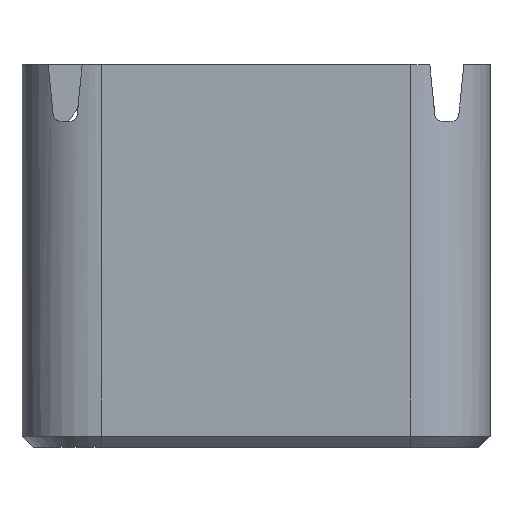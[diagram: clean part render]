
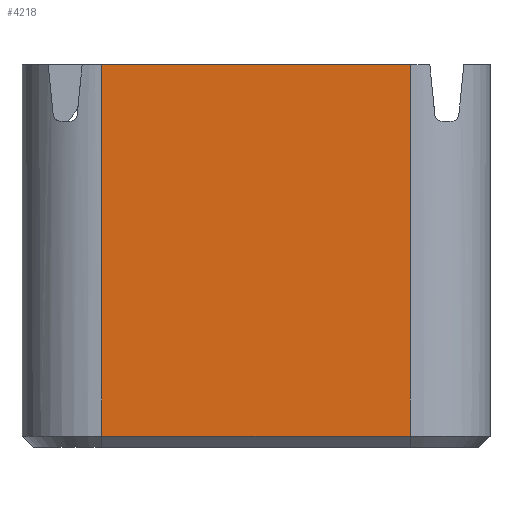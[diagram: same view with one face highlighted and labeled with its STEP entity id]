
A CAD part, left-side view. The second image highlights one B-rep face of the part: STEP entity #4218.
In plain terms, the highlighted planar face has unit normal (-1, 0, 0).
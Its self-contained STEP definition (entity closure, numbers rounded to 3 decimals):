
#100 = PLANE('',#101);
#101 = AXIS2_PLACEMENT_3D('',#102,#103,#104);
#102 = CARTESIAN_POINT('',(0.,0.,33.7));
#103 = DIRECTION('',(0.,0.,1.));
#104 = DIRECTION('',(1.,0.,0.));
#128 = CYLINDRICAL_SURFACE('',#129,7.);
#129 = AXIS2_PLACEMENT_3D('',#130,#131,#132);
#130 = CARTESIAN_POINT('',(7.,34.2,33.7));
#131 = DIRECTION('',(0.,0.,-1.));
#132 = DIRECTION('',(-1.,-0.,-0.));
#1856 = VERTEX_POINT('',#1857);
#1857 = CARTESIAN_POINT('',(0.,34.2,1.));
#1879 = EDGE_CURVE('',#1880,#1856,#1882,.T.);
#1880 = VERTEX_POINT('',#1881);
#1881 = CARTESIAN_POINT('',(0.,34.2,33.7));
#1882 = SURFACE_CURVE('',#1883,(#1887,#1894),.PCURVE_S1.);
#1883 = LINE('',#1884,#1885);
#1884 = CARTESIAN_POINT('',(0.,34.2,33.7));
#1885 = VECTOR('',#1886,1.);
#1886 = DIRECTION('',(0.,0.,-1.));
#1887 = PCURVE('',#128,#1888);
#1888 = DEFINITIONAL_REPRESENTATION('',(#1889),#1893);
#1889 = LINE('',#1890,#1891);
#1890 = CARTESIAN_POINT('',(0.,0.));
#1891 = VECTOR('',#1892,1.);
#1892 = DIRECTION('',(0.,1.));
#1893 = ( GEOMETRIC_REPRESENTATION_CONTEXT(2) 
PARAMETRIC_REPRESENTATION_CONTEXT() REPRESENTATION_CONTEXT('2D SPACE',''
  ) );
#1894 = PCURVE('',#1895,#1900);
#1895 = PLANE('',#1896);
#1896 = AXIS2_PLACEMENT_3D('',#1897,#1898,#1899);
#1897 = CARTESIAN_POINT('',(0.,0.,0.));
#1898 = DIRECTION('',(1.,0.,0.));
#1899 = DIRECTION('',(0.,0.,1.));
#1900 = DEFINITIONAL_REPRESENTATION('',(#1901),#1905);
#1901 = LINE('',#1902,#1903);
#1902 = CARTESIAN_POINT('',(33.7,-34.2));
#1903 = VECTOR('',#1904,1.);
#1904 = DIRECTION('',(-1.,0.));
#1905 = ( GEOMETRIC_REPRESENTATION_CONTEXT(2) 
PARAMETRIC_REPRESENTATION_CONTEXT() REPRESENTATION_CONTEXT('2D SPACE',''
  ) );
#2529 = EDGE_CURVE('',#1880,#2530,#2532,.T.);
#2530 = VERTEX_POINT('',#2531);
#2531 = CARTESIAN_POINT('',(0.,7.,33.7));
#2532 = SURFACE_CURVE('',#2533,(#2537,#2544),.PCURVE_S1.);
#2533 = LINE('',#2534,#2535);
#2534 = CARTESIAN_POINT('',(0.,41.2,33.7));
#2535 = VECTOR('',#2536,1.);
#2536 = DIRECTION('',(0.,-1.,0.));
#2537 = PCURVE('',#100,#2538);
#2538 = DEFINITIONAL_REPRESENTATION('',(#2539),#2543);
#2539 = LINE('',#2540,#2541);
#2540 = CARTESIAN_POINT('',(0.,41.2));
#2541 = VECTOR('',#2542,1.);
#2542 = DIRECTION('',(0.,-1.));
#2543 = ( GEOMETRIC_REPRESENTATION_CONTEXT(2) 
PARAMETRIC_REPRESENTATION_CONTEXT() REPRESENTATION_CONTEXT('2D SPACE',''
  ) );
#2544 = PCURVE('',#1895,#2545);
#2545 = DEFINITIONAL_REPRESENTATION('',(#2546),#2550);
#2546 = LINE('',#2547,#2548);
#2547 = CARTESIAN_POINT('',(33.7,-41.2));
#2548 = VECTOR('',#2549,1.);
#2549 = DIRECTION('',(0.,1.));
#2550 = ( GEOMETRIC_REPRESENTATION_CONTEXT(2) 
PARAMETRIC_REPRESENTATION_CONTEXT() REPRESENTATION_CONTEXT('2D SPACE',''
  ) );
#2567 = CYLINDRICAL_SURFACE('',#2568,7.);
#2568 = AXIS2_PLACEMENT_3D('',#2569,#2570,#2571);
#2569 = CARTESIAN_POINT('',(7.,7.,0.));
#2570 = DIRECTION('',(0.,0.,1.));
#2571 = DIRECTION('',(-1.,0.,0.));
#2914 = PLANE('',#2915);
#2915 = AXIS2_PLACEMENT_3D('',#2916,#2917,#2918);
#2916 = CARTESIAN_POINT('',(0.5,7.,0.5));
#2917 = DIRECTION('',(-0.707,0.,-0.707));
#2918 = DIRECTION('',(0.,1.,0.));
#4218 = ADVANCED_FACE('',(#4219),#1895,.F.);
#4219 = FACE_BOUND('',#4220,.F.);
#4220 = EDGE_LOOP('',(#4221,#4222,#4223,#4246));
#4221 = ORIENTED_EDGE('',*,*,#1879,.F.);
#4222 = ORIENTED_EDGE('',*,*,#2529,.T.);
#4223 = ORIENTED_EDGE('',*,*,#4224,.F.);
#4224 = EDGE_CURVE('',#4225,#2530,#4227,.T.);
#4225 = VERTEX_POINT('',#4226);
#4226 = CARTESIAN_POINT('',(0.,7.,1.));
#4227 = SURFACE_CURVE('',#4228,(#4232,#4239),.PCURVE_S1.);
#4228 = LINE('',#4229,#4230);
#4229 = CARTESIAN_POINT('',(0.,7.,0.));
#4230 = VECTOR('',#4231,1.);
#4231 = DIRECTION('',(0.,0.,1.));
#4232 = PCURVE('',#1895,#4233);
#4233 = DEFINITIONAL_REPRESENTATION('',(#4234),#4238);
#4234 = LINE('',#4235,#4236);
#4235 = CARTESIAN_POINT('',(0.,-7.));
#4236 = VECTOR('',#4237,1.);
#4237 = DIRECTION('',(1.,0.));
#4238 = ( GEOMETRIC_REPRESENTATION_CONTEXT(2) 
PARAMETRIC_REPRESENTATION_CONTEXT() REPRESENTATION_CONTEXT('2D SPACE',''
  ) );
#4239 = PCURVE('',#2567,#4240);
#4240 = DEFINITIONAL_REPRESENTATION('',(#4241),#4245);
#4241 = LINE('',#4242,#4243);
#4242 = CARTESIAN_POINT('',(0.,0.));
#4243 = VECTOR('',#4244,1.);
#4244 = DIRECTION('',(0.,1.));
#4245 = ( GEOMETRIC_REPRESENTATION_CONTEXT(2) 
PARAMETRIC_REPRESENTATION_CONTEXT() REPRESENTATION_CONTEXT('2D SPACE',''
  ) );
#4246 = ORIENTED_EDGE('',*,*,#4247,.T.);
#4247 = EDGE_CURVE('',#4225,#1856,#4248,.T.);
#4248 = SURFACE_CURVE('',#4249,(#4253,#4260),.PCURVE_S1.);
#4249 = LINE('',#4250,#4251);
#4250 = CARTESIAN_POINT('',(0.,7.,1.));
#4251 = VECTOR('',#4252,1.);
#4252 = DIRECTION('',(0.,1.,0.));
#4253 = PCURVE('',#1895,#4254);
#4254 = DEFINITIONAL_REPRESENTATION('',(#4255),#4259);
#4255 = LINE('',#4256,#4257);
#4256 = CARTESIAN_POINT('',(1.,-7.));
#4257 = VECTOR('',#4258,1.);
#4258 = DIRECTION('',(0.,-1.));
#4259 = ( GEOMETRIC_REPRESENTATION_CONTEXT(2) 
PARAMETRIC_REPRESENTATION_CONTEXT() REPRESENTATION_CONTEXT('2D SPACE',''
  ) );
#4260 = PCURVE('',#2914,#4261);
#4261 = DEFINITIONAL_REPRESENTATION('',(#4262),#4266);
#4262 = LINE('',#4263,#4264);
#4263 = CARTESIAN_POINT('',(0.,-0.707));
#4264 = VECTOR('',#4265,1.);
#4265 = DIRECTION('',(1.,0.));
#4266 = ( GEOMETRIC_REPRESENTATION_CONTEXT(2) 
PARAMETRIC_REPRESENTATION_CONTEXT() REPRESENTATION_CONTEXT('2D SPACE',''
  ) );
